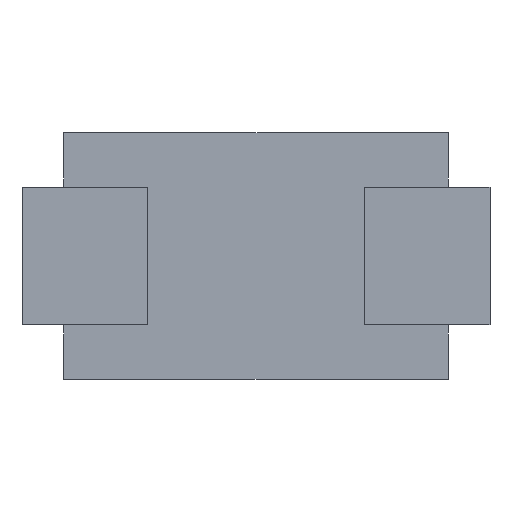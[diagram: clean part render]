
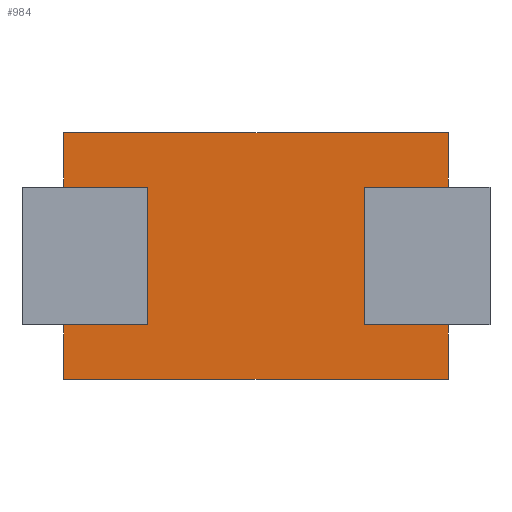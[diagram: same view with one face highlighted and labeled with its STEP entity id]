
A CAD part, front view. The second image highlights one B-rep face of the part: STEP entity #984.
In plain terms, the highlighted planar face has unit normal (0, -1, 0).
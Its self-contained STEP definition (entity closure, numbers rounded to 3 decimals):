
#19 = VECTOR ( 'NONE', #631, 1000. ) ;
#38 = VECTOR ( 'NONE', #1053, 1000. ) ;
#45 = CARTESIAN_POINT ( 'NONE',  ( -2.3, 0., 0.825 ) ) ;
#46 = DIRECTION ( 'NONE',  ( 0., 0., 1. ) ) ;
#71 = ORIENTED_EDGE ( 'NONE', *, *, #162, .T. ) ;
#83 = EDGE_CURVE ( 'NONE', #1382, #551, #1217, .T. ) ;
#127 = EDGE_CURVE ( 'NONE', #744, #551, #1152, .T. ) ;
#131 = VERTEX_POINT ( 'NONE', #935 ) ;
#162 = EDGE_CURVE ( 'NONE', #519, #656, #810, .T. ) ;
#169 = CARTESIAN_POINT ( 'NONE',  ( -1.3, 0., -0.825 ) ) ;
#182 = VECTOR ( 'NONE', #1145, 1000. ) ;
#186 = CARTESIAN_POINT ( 'NONE',  ( 2.3, 0., -1.475 ) ) ;
#209 = VERTEX_POINT ( 'NONE', #443 ) ;
#220 = LINE ( 'NONE', #513, #182 ) ;
#243 = CARTESIAN_POINT ( 'NONE',  ( -2.3, 0., 1.475 ) ) ;
#254 = EDGE_CURVE ( 'NONE', #1222, #694, #220, .T. ) ;
#284 = ORIENTED_EDGE ( 'NONE', *, *, #127, .F. ) ;
#315 = CARTESIAN_POINT ( 'NONE',  ( 2.3, 0., -0.825 ) ) ;
#320 = LINE ( 'NONE', #539, #956 ) ;
#346 = CARTESIAN_POINT ( 'NONE',  ( 1.3, 0., 0.825 ) ) ;
#356 = VECTOR ( 'NONE', #962, 1000. ) ;
#360 = FACE_OUTER_BOUND ( 'NONE', #622, .T. ) ;
#377 = ORIENTED_EDGE ( 'NONE', *, *, #1424, .T. ) ;
#414 = LINE ( 'NONE', #45, #38 ) ;
#416 = EDGE_CURVE ( 'NONE', #744, #694, #663, .T. ) ;
#443 = CARTESIAN_POINT ( 'NONE',  ( 1.3, 0., -0.825 ) ) ;
#473 = EDGE_CURVE ( 'NONE', #1019, #131, #1602, .T. ) ;
#507 = CARTESIAN_POINT ( 'NONE',  ( 2.3, 0., 1.475 ) ) ;
#510 = CARTESIAN_POINT ( 'NONE',  ( -2.3, 0., -1.475 ) ) ;
#513 = CARTESIAN_POINT ( 'NONE',  ( -2.3, 0., -1.475 ) ) ;
#519 = VERTEX_POINT ( 'NONE', #1500 ) ;
#527 = DIRECTION ( 'NONE',  ( 0., -1., 0. ) ) ;
#539 = CARTESIAN_POINT ( 'NONE',  ( -1.3, 0., 1.475 ) ) ;
#551 = VERTEX_POINT ( 'NONE', #578 ) ;
#573 = CARTESIAN_POINT ( 'NONE',  ( -2.3, 0., 0.825 ) ) ;
#578 = CARTESIAN_POINT ( 'NONE',  ( 2.3, 0., 0.825 ) ) ;
#601 = ORIENTED_EDGE ( 'NONE', *, *, #83, .T. ) ;
#622 = EDGE_LOOP ( 'NONE', ( #1259, #1589, #982, #71, #1415, #1138, #377, #601, #284, #998, #1059, #1396 ) ) ;
#627 = AXIS2_PLACEMENT_3D ( 'NONE', #1288, #527, #1419 ) ;
#631 = DIRECTION ( 'NONE',  ( 0., 0., 1. ) ) ;
#649 = PLANE ( 'NONE',  #627 ) ;
#652 = CARTESIAN_POINT ( 'NONE',  ( -2.3, 0., -0.825 ) ) ;
#656 = VERTEX_POINT ( 'NONE', #1114 ) ;
#663 = LINE ( 'NONE', #963, #1342 ) ;
#694 = VERTEX_POINT ( 'NONE', #243 ) ;
#744 = VERTEX_POINT ( 'NONE', #507 ) ;
#748 = EDGE_CURVE ( 'NONE', #519, #131, #1030, .T. ) ;
#783 = LINE ( 'NONE', #652, #1128 ) ;
#794 = CARTESIAN_POINT ( 'NONE',  ( 1.3, 0., 1.475 ) ) ;
#810 = LINE ( 'NONE', #927, #1499 ) ;
#871 = VECTOR ( 'NONE', #1169, 1000. ) ;
#910 = CARTESIAN_POINT ( 'NONE',  ( -2.3, 0., 0.825 ) ) ;
#927 = CARTESIAN_POINT ( 'NONE',  ( -2.3, 0., -1.475 ) ) ;
#930 = VECTOR ( 'NONE', #1070, 1000. ) ;
#935 = CARTESIAN_POINT ( 'NONE',  ( -2.3, 0., -0.825 ) ) ;
#956 = VECTOR ( 'NONE', #1173, 1000. ) ;
#962 = DIRECTION ( 'NONE',  ( 0., 0., -1. ) ) ;
#963 = CARTESIAN_POINT ( 'NONE',  ( -2.3, 0., 1.475 ) ) ;
#969 = DIRECTION ( 'NONE',  ( -1., 0., 0. ) ) ;
#982 = ORIENTED_EDGE ( 'NONE', *, *, #748, .F. ) ;
#984 = ADVANCED_FACE ( 'NONE', ( #360 ), #649, .T. ) ;
#995 = LINE ( 'NONE', #794, #1634 ) ;
#998 = ORIENTED_EDGE ( 'NONE', *, *, #416, .T. ) ;
#1003 = EDGE_CURVE ( 'NONE', #1552, #209, #783, .T. ) ;
#1019 = VERTEX_POINT ( 'NONE', #169 ) ;
#1030 = LINE ( 'NONE', #510, #19 ) ;
#1053 = DIRECTION ( 'NONE',  ( 1., 0., 0. ) ) ;
#1059 = ORIENTED_EDGE ( 'NONE', *, *, #254, .F. ) ;
#1069 = CARTESIAN_POINT ( 'NONE',  ( -1.3, 0., 0.825 ) ) ;
#1070 = DIRECTION ( 'NONE',  ( 0., 0., -1. ) ) ;
#1100 = EDGE_CURVE ( 'NONE', #1222, #1501, #414, .T. ) ;
#1114 = CARTESIAN_POINT ( 'NONE',  ( 2.3, 0., -1.475 ) ) ;
#1128 = VECTOR ( 'NONE', #1547, 1000. ) ;
#1138 = ORIENTED_EDGE ( 'NONE', *, *, #1003, .T. ) ;
#1145 = DIRECTION ( 'NONE',  ( 0., 0., 1. ) ) ;
#1152 = LINE ( 'NONE', #186, #930 ) ;
#1169 = DIRECTION ( 'NONE',  ( 1., 0., 0. ) ) ;
#1173 = DIRECTION ( 'NONE',  ( 0., 0., -1. ) ) ;
#1192 = DIRECTION ( 'NONE',  ( 1., 0., 0. ) ) ;
#1207 = CARTESIAN_POINT ( 'NONE',  ( 2.3, 0., -1.475 ) ) ;
#1217 = LINE ( 'NONE', #910, #871 ) ;
#1219 = DIRECTION ( 'NONE',  ( -1., 0., 0. ) ) ;
#1222 = VERTEX_POINT ( 'NONE', #573 ) ;
#1259 = ORIENTED_EDGE ( 'NONE', *, *, #1434, .T. ) ;
#1262 = VECTOR ( 'NONE', #969, 1000. ) ;
#1288 = CARTESIAN_POINT ( 'NONE',  ( -2.3, 0., 1.475 ) ) ;
#1342 = VECTOR ( 'NONE', #1219, 1000. ) ;
#1348 = CARTESIAN_POINT ( 'NONE',  ( -2.3, 0., -0.825 ) ) ;
#1355 = EDGE_CURVE ( 'NONE', #1552, #656, #1403, .T. ) ;
#1382 = VERTEX_POINT ( 'NONE', #346 ) ;
#1396 = ORIENTED_EDGE ( 'NONE', *, *, #1100, .T. ) ;
#1403 = LINE ( 'NONE', #1207, #356 ) ;
#1415 = ORIENTED_EDGE ( 'NONE', *, *, #1355, .F. ) ;
#1419 = DIRECTION ( 'NONE',  ( 0., 0., -1. ) ) ;
#1424 = EDGE_CURVE ( 'NONE', #209, #1382, #995, .T. ) ;
#1434 = EDGE_CURVE ( 'NONE', #1501, #1019, #320, .T. ) ;
#1499 = VECTOR ( 'NONE', #1192, 1000. ) ;
#1500 = CARTESIAN_POINT ( 'NONE',  ( -2.3, 0., -1.475 ) ) ;
#1501 = VERTEX_POINT ( 'NONE', #1069 ) ;
#1547 = DIRECTION ( 'NONE',  ( -1., 0., 0. ) ) ;
#1552 = VERTEX_POINT ( 'NONE', #315 ) ;
#1589 = ORIENTED_EDGE ( 'NONE', *, *, #473, .T. ) ;
#1602 = LINE ( 'NONE', #1348, #1262 ) ;
#1634 = VECTOR ( 'NONE', #46, 1000. ) ;
